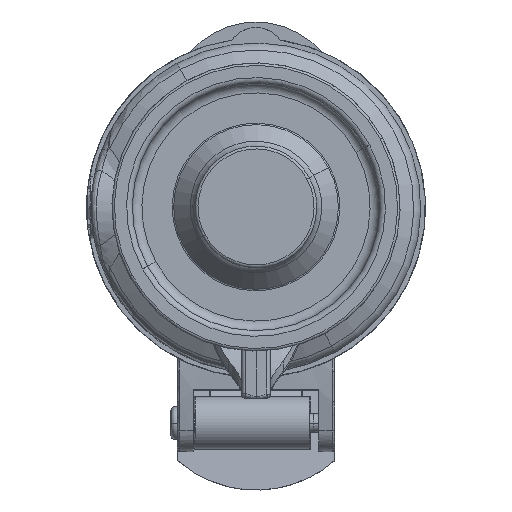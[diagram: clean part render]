
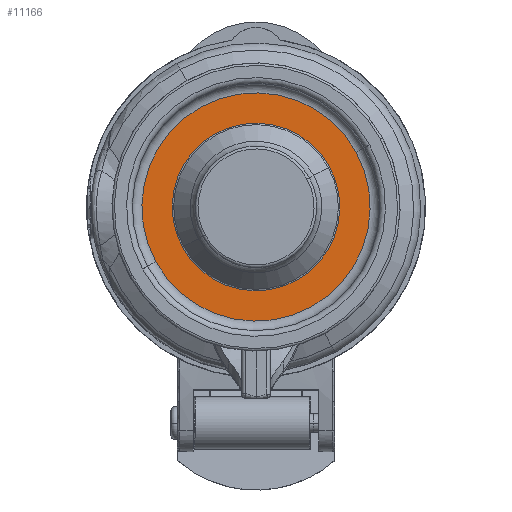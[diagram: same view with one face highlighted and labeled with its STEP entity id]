
A CAD part, top view. The second image highlights one B-rep face of the part: STEP entity #11166.
In plain terms, the highlighted planar face has unit normal (0, 0, 1).
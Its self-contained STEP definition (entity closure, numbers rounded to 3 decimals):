
#1900=CARTESIAN_POINT('',(0.,0.,103.757));
#1901=DIRECTION('',(0.,0.,1.));
#1902=DIRECTION('',(0.878,0.479,0.));
#1903=AXIS2_PLACEMENT_3D('',#1900,#1901,#1902);
#1915=CARTESIAN_POINT('',(0.,0.,103.757));
#1916=DIRECTION('',(0.,0.,1.));
#1917=DIRECTION('',(-0.878,-0.479,0.));
#1918=AXIS2_PLACEMENT_3D('',#1915,#1916,#1917);
#1920=CARTESIAN_POINT('',(0.,0.,103.757));
#1921=DIRECTION('',(0.,0.,-1.));
#1922=DIRECTION('',(0.878,0.479,0.));
#1923=AXIS2_PLACEMENT_3D('',#1920,#1921,#1922);
#2017=CARTESIAN_POINT('',(0.,0.,103.757));
#2018=DIRECTION('',(0.,0.,-1.));
#2019=DIRECTION('',(-0.878,-0.479,0.));
#2020=AXIS2_PLACEMENT_3D('',#2017,#2018,#2019);
#6584=CARTESIAN_POINT('',(15.392,8.409,103.757));
#6586=VERTEX_POINT('',#6584);
#6588=CARTESIAN_POINT('',(-15.392,-8.409,103.757));
#6590=VERTEX_POINT('',#6588);
#6604=CARTESIAN_POINT('',(-20.967,-11.454,103.757));
#6605=CARTESIAN_POINT('',(20.967,11.454,103.757));
#6606=VERTEX_POINT('',#6604);
#6607=VERTEX_POINT('',#6605);
#11150=CARTESIAN_POINT('',(-17.357,0.,103.757));
#11151=DIRECTION('',(0.,0.,1.));
#11152=DIRECTION('',(1.,0.,0.));
#11153=AXIS2_PLACEMENT_3D('',#11150,#11151,#11152);
#11154=PLANE('',#11153);
#11155=ORIENTED_EDGE('',*,*,#11140,.F.);
#11157=ORIENTED_EDGE('',*,*,#11156,.F.);
#11158=EDGE_LOOP('',(#11155,#11157));
#11159=FACE_OUTER_BOUND('',#11158,.F.);
#11161=ORIENTED_EDGE('',*,*,#11160,.F.);
#11163=ORIENTED_EDGE('',*,*,#11162,.F.);
#11164=EDGE_LOOP('',(#11161,#11163));
#11165=FACE_BOUND('',#11164,.F.);
#11166=ADVANCED_FACE('',(#11159,#11165),#11154,.T.);
#1904=CIRCLE('',#1903,23.891);
#1919=CIRCLE('',#1918,23.891);
#1924=CIRCLE('',#1923,17.54);
#2021=CIRCLE('',#2020,17.54);
#11140=EDGE_CURVE('',#6607,#6606,#1904,.T.);
#11156=EDGE_CURVE('',#6606,#6607,#1919,.T.);
#11160=EDGE_CURVE('',#6586,#6590,#1924,.T.);
#11162=EDGE_CURVE('',#6590,#6586,#2021,.T.);
